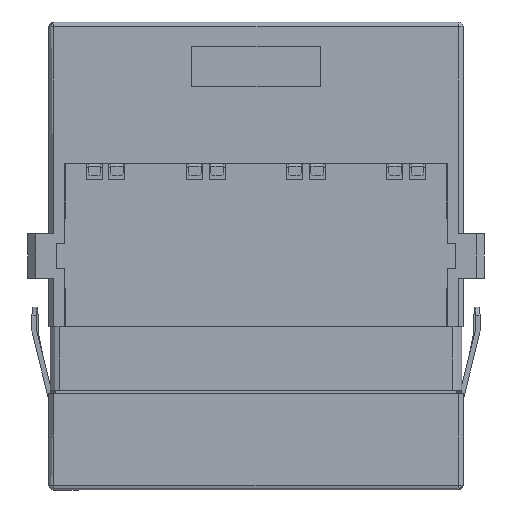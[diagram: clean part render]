
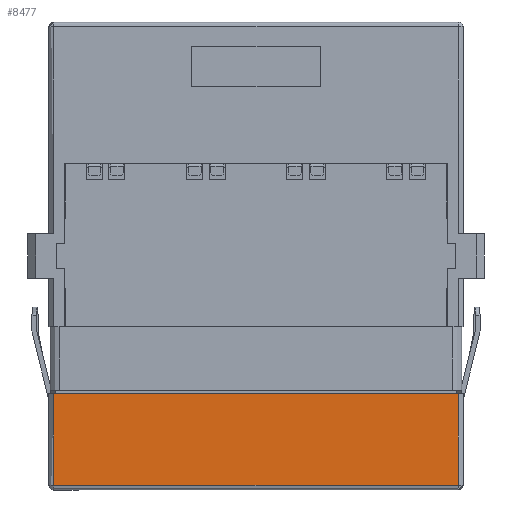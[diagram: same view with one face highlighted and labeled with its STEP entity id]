
A CAD part, front view. The second image highlights one B-rep face of the part: STEP entity #8477.
In plain terms, the highlighted planar face has unit normal (0, -1, 0).
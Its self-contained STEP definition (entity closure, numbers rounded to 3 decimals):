
#47 = CARTESIAN_POINT ( 'NONE',  ( -12.625, 0., 6. ) ) ;
#1238 = VECTOR ( 'NONE', #21035, 1000. ) ;
#2412 = VECTOR ( 'NONE', #25821, 1000. ) ;
#3305 = CARTESIAN_POINT ( 'NONE',  ( -12.625, 0., 0.3 ) ) ;
#3455 = ORIENTED_EDGE ( 'NONE', *, *, #18841, .F. ) ;
#6054 = AXIS2_PLACEMENT_3D ( 'NONE', #24697, #11408, #22279 ) ;
#6259 = CARTESIAN_POINT ( 'NONE',  ( 12.625, 0., 0.3 ) ) ;
#7209 = PLANE ( 'NONE',  #6054 ) ;
#7545 = ORIENTED_EDGE ( 'NONE', *, *, #21258, .F. ) ;
#7566 = EDGE_CURVE ( 'NONE', #24531, #22592, #14444, .T. ) ;
#8477 = ADVANCED_FACE ( 'NONE', ( #28001 ), #7209, .F. ) ;
#9600 = EDGE_LOOP ( 'NONE', ( #3455, #26889, #26336, #7545 ) ) ;
#9658 = VECTOR ( 'NONE', #15983, 1000. ) ;
#11408 = DIRECTION ( 'NONE',  ( 0., 1., 0. ) ) ;
#13515 = CARTESIAN_POINT ( 'NONE',  ( 12.925, 0., 6. ) ) ;
#13853 = DIRECTION ( 'NONE',  ( -1., 0., 0. ) ) ;
#13930 = VERTEX_POINT ( 'NONE', #25410 ) ;
#14309 = VECTOR ( 'NONE', #13853, 1000. ) ;
#14444 = LINE ( 'NONE', #13515, #9658 ) ;
#15983 = DIRECTION ( 'NONE',  ( -1., 0., 0. ) ) ;
#18695 = EDGE_CURVE ( 'NONE', #24531, #13930, #20131, .T. ) ;
#18841 = EDGE_CURVE ( 'NONE', #13930, #25345, #21506, .T. ) ;
#20131 = LINE ( 'NONE', #6259, #2412 ) ;
#20944 = CARTESIAN_POINT ( 'NONE',  ( -12.625, 0., 0.3 ) ) ;
#21035 = DIRECTION ( 'NONE',  ( 0., 0., 1. ) ) ;
#21258 = EDGE_CURVE ( 'NONE', #25345, #22592, #22047, .T. ) ;
#21506 = LINE ( 'NONE', #26856, #14309 ) ;
#22047 = LINE ( 'NONE', #20944, #1238 ) ;
#22279 = DIRECTION ( 'NONE',  ( 0., 0., 1. ) ) ;
#22592 = VERTEX_POINT ( 'NONE', #47 ) ;
#24364 = CARTESIAN_POINT ( 'NONE',  ( 12.625, 0., 6. ) ) ;
#24531 = VERTEX_POINT ( 'NONE', #24364 ) ;
#24697 = CARTESIAN_POINT ( 'NONE',  ( 12.625, 0., 0.3 ) ) ;
#25345 = VERTEX_POINT ( 'NONE', #3305 ) ;
#25410 = CARTESIAN_POINT ( 'NONE',  ( 12.625, 0., 0.3 ) ) ;
#25821 = DIRECTION ( 'NONE',  ( 0., 0., -1. ) ) ;
#26336 = ORIENTED_EDGE ( 'NONE', *, *, #7566, .T. ) ;
#26856 = CARTESIAN_POINT ( 'NONE',  ( 12.625, 0., 0.3 ) ) ;
#26889 = ORIENTED_EDGE ( 'NONE', *, *, #18695, .F. ) ;
#28001 = FACE_OUTER_BOUND ( 'NONE', #9600, .T. ) ;
